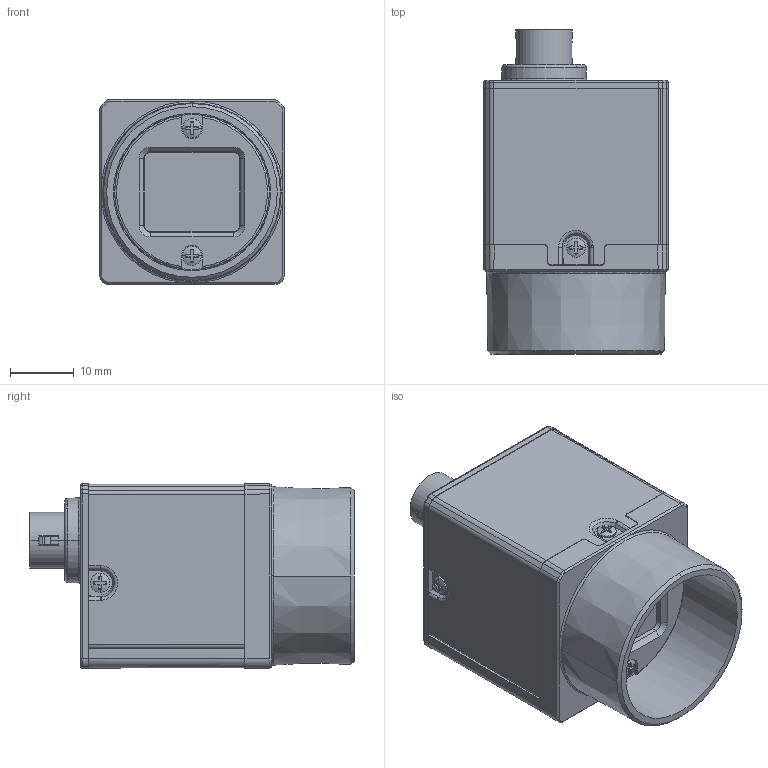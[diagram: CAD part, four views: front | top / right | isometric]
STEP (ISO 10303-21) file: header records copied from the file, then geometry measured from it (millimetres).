
FILE_DESCRIPTION(('STEP AP214'),'1');
FILE_NAME('CS_type-4(USB).stp','2022-12-02T09:31:55',(' '),(' '),'Spatial InterOp 3D',' ',' ');
FILE_SCHEMA(('AUTOMOTIVE_DESIGN { 1 0 10303 214 1 1 1 1 }'));
Length unit declared in the file: metre
Products named in the file (2): CS_type-4(USB); Component1
Assembly tree (1 placements, depth 2):
  CS_type-4(USB)
    Component1
Bounding box: 29 x 50.87 x 29 mm (x, y, z)
Volume: 11493.4 mm3; surface area: 15258.9 mm2
Topology: 1 solids, 2 shells, 2565 faces, 6893 edges, 4292 vertices
Faces by surface type: plane 1119, cylinder 639, cone 337, bspline 248, torus 188, sphere 34
Entity records: 108864 total; most frequent: CARTESIAN_POINT 29432, ORIENTED_EDGE 13684, DIRECTION 13645, EDGE_CURVE 6842, AXIS2_PLACEMENT_3D 4916, VERTEX_POINT 4291, LINE 3813, VECTOR 3813
